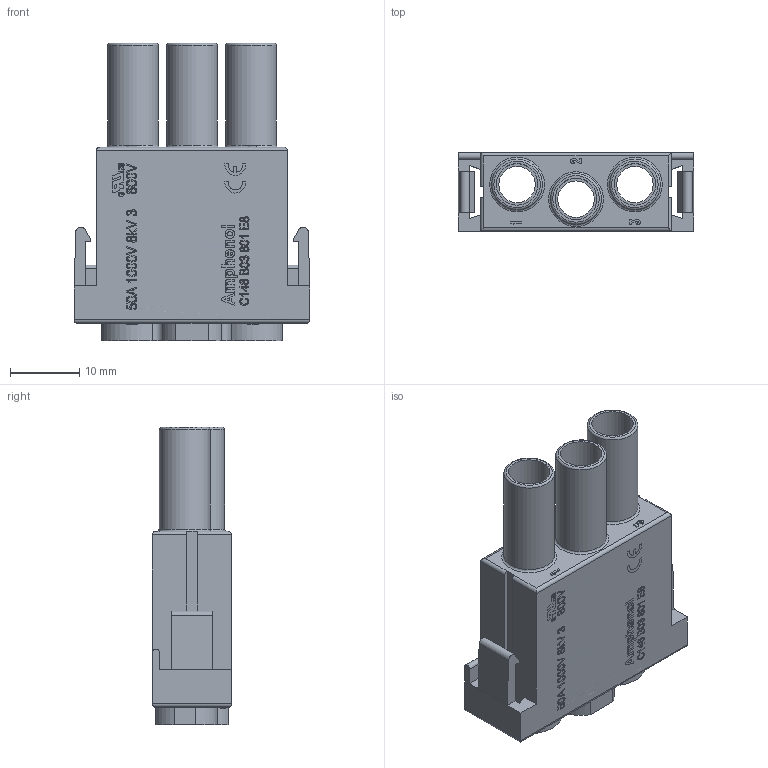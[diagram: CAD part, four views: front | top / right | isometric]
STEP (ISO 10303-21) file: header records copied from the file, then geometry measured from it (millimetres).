
FILE_DESCRIPTION(/* description */ (''),/* implementation_level */ '2;1');
FILE_NAME(/* name */ 'c146 b03 801 e8nxc001-07.stp',/* time_stamp */ '2021-04-08T10:55:33+02:00',/* author */ (''),/* organization */ (''),/* preprocessor_version */ 'ST-DEVELOPER v16.7',/* originating_system */ 'SIEMENS PLM Software NX 12.0',/* authorisation */ '');
FILE_SCHEMA (('AUTOMOTIVE_DESIGN { 1 0 10303 214 3 1 1 1 }'));
Length unit declared in the file: millimetre
Products named in the file (7): CE-ZEICHEN_3-01_36212ID; c146 b03 800 e8nxm001-03_36210ID; c146 b03 000 e8nxm001-01_36215ID; cULus-Logo_1.7-01_36213ID; cULus-Logo_1.7-01_32989ID; c146 b03 801 e8nxm001-07_SOLID; c146 b03 801 e8nxc001-07
Assembly tree (6 placements, depth 3):
  c146 b03 801 e8nxc001-07
    c146 b03 801 e8nxm001-07_SOLID
      cULus-Logo_1.7-01_36213ID
      c146 b03 000 e8nxm001-01_36215ID
      c146 b03 800 e8nxm001-03_36210ID
      CE-ZEICHEN_3-01_36212ID
    cULus-Logo_1.7-01_32989ID
Bounding box: 34 x 11.4 x 42.9 mm (x, y, z)
Volume: 5921.3 mm3; surface area: 7129.1 mm2
Topology: 1 solids, 1 shells, 246 faces, 786 edges, 622 vertices
Faces by surface type: plane 178, cylinder 39, extrusion 17, bspline 9, torus 3
Full cylindrical faces by diameter (mm): 5.25 x3, 6 x3, 7.3 x3, 7.5 x3
Entity records: 11041 total; most frequent: CARTESIAN_POINT 3364, ORIENTED_EDGE 1518, DIRECTION 954, EDGE_CURVE 759, VERTEX_POINT 613, B_SPLINE_CURVE_WITH_KNOTS 354, EDGE_LOOP 354, VECTOR 344
